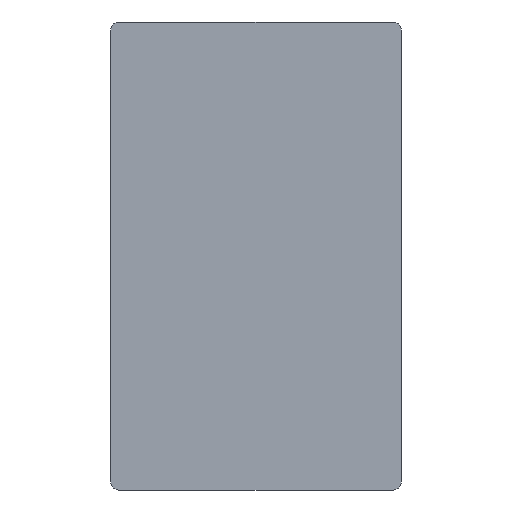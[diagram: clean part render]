
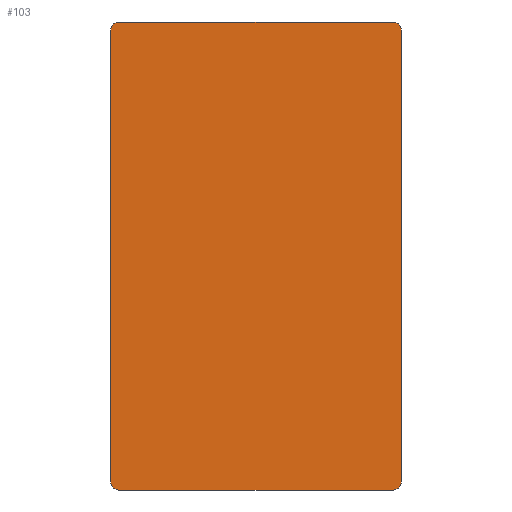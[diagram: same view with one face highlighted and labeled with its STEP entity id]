
A CAD part, front view. The second image highlights one B-rep face of the part: STEP entity #103.
In plain terms, the highlighted planar face has unit normal (0, -1, 0).
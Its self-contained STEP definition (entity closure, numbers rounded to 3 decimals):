
#103=ADVANCED_FACE('',(#183),#185,.F.);
#183=FACE_BOUND('',#184,.T.);
#184=EDGE_LOOP('',(#242,#243,#244,#245,#246,#247,#248,#249));
#185=PLANE('',#186);
#186=AXIS2_PLACEMENT_3D('',#187,#188,#189);
#187=CARTESIAN_POINT('',(0.,0.,0.));
#188=DIRECTION('',(0.,1.,0.));
#189=DIRECTION('',(0.,0.,1.));
#242=ORIENTED_EDGE('',*,*,#280,.F.);
#243=ORIENTED_EDGE('',*,*,#286,.T.);
#244=ORIENTED_EDGE('',*,*,#274,.F.);
#245=ORIENTED_EDGE('',*,*,#287,.T.);
#246=ORIENTED_EDGE('',*,*,#272,.F.);
#247=ORIENTED_EDGE('',*,*,#288,.T.);
#248=ORIENTED_EDGE('',*,*,#268,.F.);
#249=ORIENTED_EDGE('',*,*,#289,.T.);
#268=EDGE_CURVE('',#293,#295,#296,.T.);
#272=EDGE_CURVE('',#301,#303,#304,.T.);
#274=EDGE_CURVE('',#306,#307,#308,.T.);
#280=EDGE_CURVE('',#317,#319,#320,.T.);
#286=EDGE_CURVE('',#317,#307,#326,.T.);
#287=EDGE_CURVE('',#306,#303,#327,.T.);
#288=EDGE_CURVE('',#301,#295,#328,.T.);
#289=EDGE_CURVE('',#293,#319,#329,.T.);
#293=VERTEX_POINT('',#335);
#295=VERTEX_POINT('',#339);
#296=LINE('',#340,#341);
#301=VERTEX_POINT('',#351);
#303=VERTEX_POINT('',#355);
#304=LINE('',#356,#357);
#306=VERTEX_POINT('',#362);
#307=VERTEX_POINT('',#363);
#308=LINE('',#364,#365);
#317=VERTEX_POINT('',#383);
#319=VERTEX_POINT('',#387);
#320=LINE('',#388,#389);
#326=CIRCLE('',#410,1.5);
#327=CIRCLE('',#414,1.5);
#328=CIRCLE('',#418,1.5);
#329=CIRCLE('',#422,1.5);
#335=CARTESIAN_POINT('',(-22.394,0.,-25.259));
#339=CARTESIAN_POINT('',(-22.394,0.,54.741));
#340=CARTESIAN_POINT('',(-22.394,0.,-25.259));
#341=VECTOR('',#342,1.);
#342=DIRECTION('',(0.,0.,1.));
#351=CARTESIAN_POINT('',(-20.894,0.,56.241));
#355=CARTESIAN_POINT('',(27.706,0.,56.241));
#356=CARTESIAN_POINT('',(-20.894,0.,56.241));
#357=VECTOR('',#358,1.);
#358=DIRECTION('',(1.,0.,0.));
#362=CARTESIAN_POINT('',(29.206,0.,54.741));
#363=CARTESIAN_POINT('',(29.206,0.,-25.259));
#364=CARTESIAN_POINT('',(29.206,0.,54.741));
#365=VECTOR('',#366,1.);
#366=DIRECTION('',(0.,0.,-1.));
#383=CARTESIAN_POINT('',(27.706,0.,-26.759));
#387=CARTESIAN_POINT('',(-20.894,0.,-26.759));
#388=CARTESIAN_POINT('',(27.706,0.,-26.759));
#389=VECTOR('',#390,1.);
#390=DIRECTION('',(-1.,0.,0.));
#410=AXIS2_PLACEMENT_3D('',#411,#412,#413);
#411=CARTESIAN_POINT('',(27.706,0.,-25.259));
#412=DIRECTION('',(0.,-1.,0.));
#413=DIRECTION('',(0.,0.,-1.));
#414=AXIS2_PLACEMENT_3D('',#415,#416,#417);
#415=CARTESIAN_POINT('',(27.706,0.,54.741));
#416=DIRECTION('',(0.,-1.,0.));
#417=DIRECTION('',(1.,0.,0.));
#418=AXIS2_PLACEMENT_3D('',#419,#420,#421);
#419=CARTESIAN_POINT('',(-20.894,0.,54.741));
#420=DIRECTION('',(0.,-1.,0.));
#421=DIRECTION('',(0.,0.,1.));
#422=AXIS2_PLACEMENT_3D('',#423,#424,#425);
#423=CARTESIAN_POINT('',(-20.894,0.,-25.259));
#424=DIRECTION('',(0.,-1.,0.));
#425=DIRECTION('',(-1.,0.,0.));
